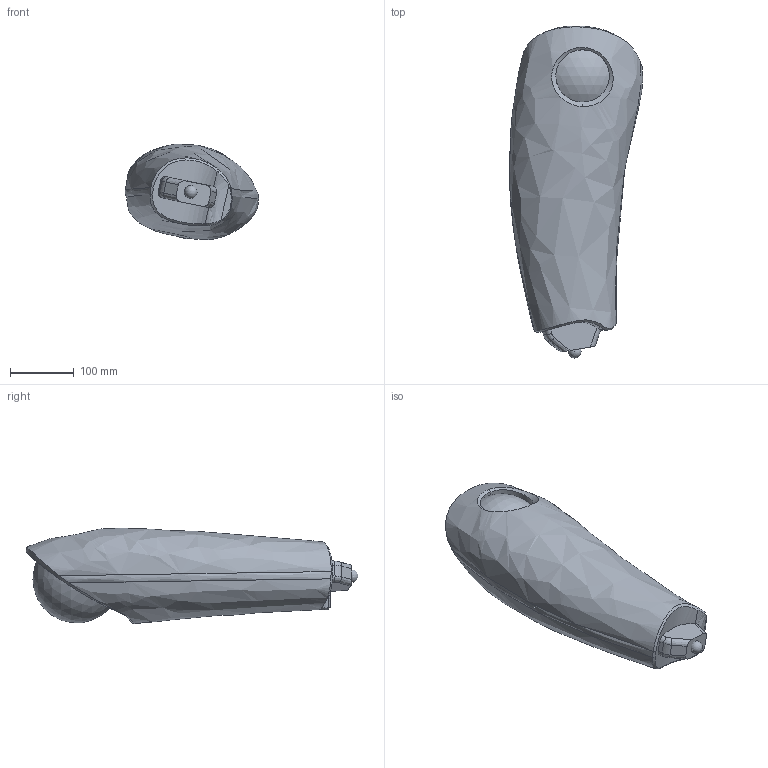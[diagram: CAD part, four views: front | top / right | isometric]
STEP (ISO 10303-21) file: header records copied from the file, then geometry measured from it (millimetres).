
FILE_DESCRIPTION(/* description */ (''),/* implementation_level */ '2;1');
FILE_NAME(/* name */ 'Left_Leg.step',/* time_stamp */ '2022-11-12T21:24:47+07:00',/* author */ (''),/* organization */ (''),/* preprocessor_version */ 'ST-DEVELOPER v19.2',/* originating_system */ 'Autodesk Translation Framework v11.17.0.187',/* authorisation */ '');
FILE_SCHEMA (('AUTOMOTIVE_DESIGN { 1 0 10303 214 3 1 1 }'));
Length unit declared in the file: millimetre
Products named in the file (1): Left_Leg
Bounding box: 209.09 x 520.85 x 149.67 mm (x, y, z)
Volume: 8048159.8 mm3; surface area: 263048 mm2
Topology: 3 solids, 3 shells, 42 faces, 109 edges, 70 vertices
Faces by surface type: bspline 31, plane 7, sphere 4
Entity records: 3634 total; most frequent: CARTESIAN_POINT 2794, ORIENTED_EDGE 208, EDGE_CURVE 104, DIRECTION 90, VERTEX_POINT 70, B_SPLINE_CURVE_WITH_KNOTS 53, EDGE_LOOP 44, FACE_OUTER_BOUND 42
